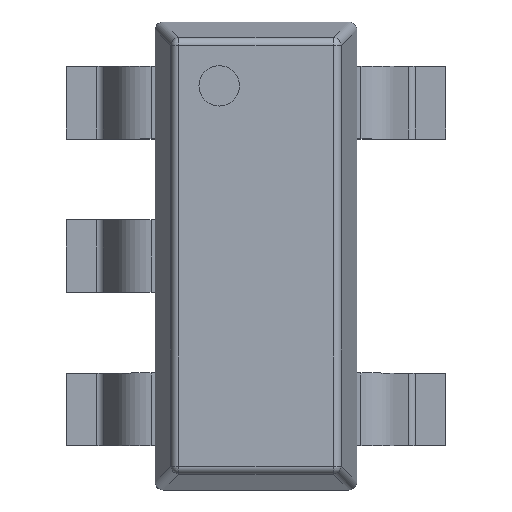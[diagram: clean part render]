
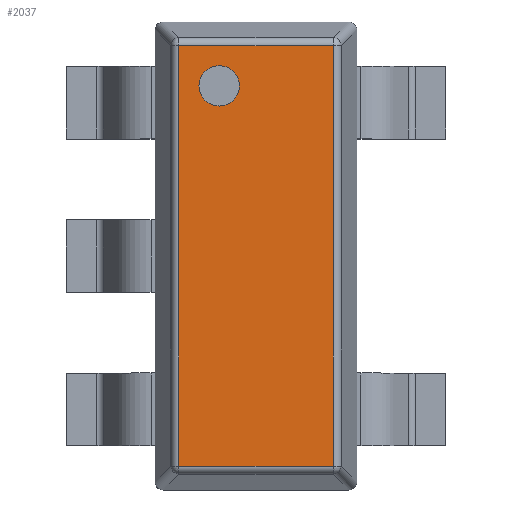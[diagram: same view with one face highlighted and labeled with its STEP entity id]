
A CAD part, top view. The second image highlights one B-rep face of the part: STEP entity #2037.
In plain terms, the highlighted planar face has unit normal (0, 0, 1).
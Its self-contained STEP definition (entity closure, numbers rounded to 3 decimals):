
#49=LINE('',#3051,#257);
#53=LINE('',#3064,#261);
#57=LINE('',#3073,#265);
#61=LINE('',#3079,#269);
#257=VECTOR('',#2443,2.606);
#261=VECTOR('',#2459,0.956);
#265=VECTOR('',#2469,2.606);
#269=VECTOR('',#2477,0.956);
#472=PLANE('',#2203);
#528=FACE_BOUND('',#684,.T.);
#568=FACE_OUTER_BOUND('',#683,.T.);
#683=EDGE_LOOP('',(#1488,#1489,#1490,#1491));
#684=EDGE_LOOP('',(#1492));
#760=CIRCLE('',#2116,0.125);
#826=VERTEX_POINT('',#2940);
#863=VERTEX_POINT('',#3029);
#866=VERTEX_POINT('',#3036);
#869=VERTEX_POINT('',#3043);
#872=VERTEX_POINT('',#3056);
#1014=EDGE_CURVE('',#826,#826,#760,.T.);
#1065=EDGE_CURVE('',#869,#863,#49,.T.);
#1072=EDGE_CURVE('',#872,#869,#53,.T.);
#1077=EDGE_CURVE('',#866,#872,#57,.T.);
#1081=EDGE_CURVE('',#863,#866,#61,.T.);
#1488=ORIENTED_EDGE('',*,*,#1065,.F.);
#1489=ORIENTED_EDGE('',*,*,#1072,.F.);
#1490=ORIENTED_EDGE('',*,*,#1077,.F.);
#1491=ORIENTED_EDGE('',*,*,#1081,.F.);
#1492=ORIENTED_EDGE('',*,*,#1014,.T.);
#2037=ADVANCED_FACE('',(#568,#528),#472,.T.);
#2116=AXIS2_PLACEMENT_3D('',#2941,#2324,#2325);
#2203=AXIS2_PLACEMENT_3D('',#3156,#2558,#2559);
#2324=DIRECTION('center_axis',(0.,0.,-1.));
#2325=DIRECTION('ref_axis',(1.,0.,0.));
#2443=DIRECTION('',(0.,1.,0.));
#2459=DIRECTION('',(-1.,0.,0.));
#2469=DIRECTION('',(0.,-1.,0.));
#2477=DIRECTION('',(1.,0.,0.));
#2558=DIRECTION('center_axis',(0.,0.,1.));
#2559=DIRECTION('ref_axis',(1.,0.,0.));
#2940=CARTESIAN_POINT('',(-0.353,1.053,1.));
#2941=CARTESIAN_POINT('Origin',(-0.228,1.053,1.));
#3029=CARTESIAN_POINT('',(-0.478,1.303,1.));
#3036=CARTESIAN_POINT('',(0.478,1.303,1.));
#3043=CARTESIAN_POINT('',(-0.478,-1.303,1.));
#3051=CARTESIAN_POINT('',(-0.478,0.,1.));
#3056=CARTESIAN_POINT('',(0.478,-1.303,1.));
#3064=CARTESIAN_POINT('',(-0.469,-1.303,1.));
#3073=CARTESIAN_POINT('',(0.478,0.,1.));
#3079=CARTESIAN_POINT('',(-0.469,1.303,1.));
#3156=CARTESIAN_POINT('Origin',(-0.625,0.,1.));
